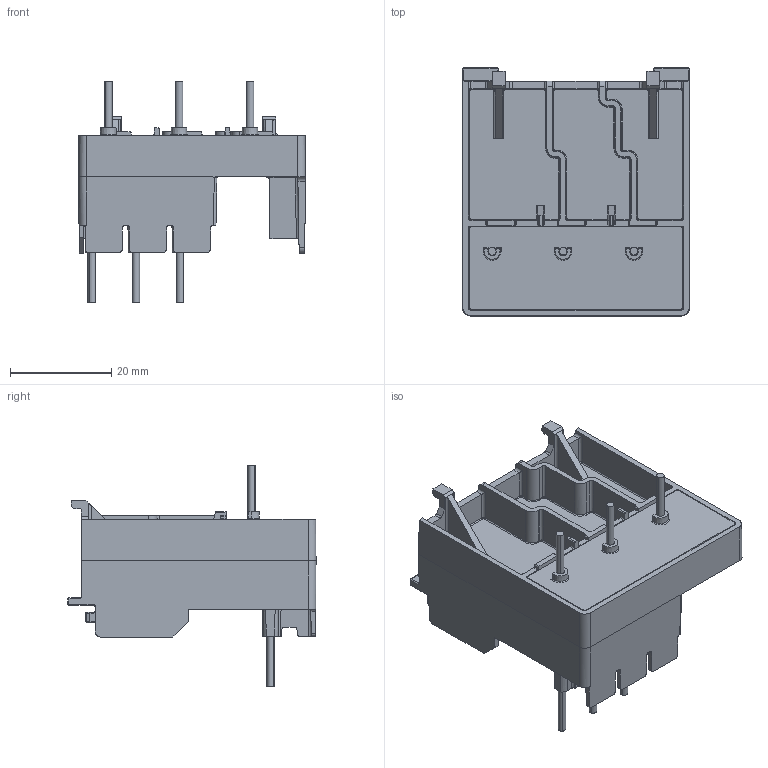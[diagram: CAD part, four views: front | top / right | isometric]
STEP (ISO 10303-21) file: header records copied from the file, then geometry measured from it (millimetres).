
FILE_DESCRIPTION(('FreeCAD Model'),'2;1');
FILE_NAME('3D-KT5-32-PEK12.step', '2020-05-04T10:17:18',('Author'),(''), 'Open CASCADE STEP processor 7.2','FreeCAD','Unknown');
FILE_SCHEMA(('AUTOMOTIVE_DESIGN { 1 0 10303 214 1 1 1 1 }'));
Length unit declared in the file: millimetre
Products named in the file (6): 10004578855_ASM; 10004578856; 10004578857; 10004578858; 10004578859; 10004578860
Assembly tree (5 placements, depth 2):
  10004578855_ASM
    10004578856
    10004578857
    10004578858
    10004578859
    10004578860
Bounding box: 44.8 x 49 x 43.8 mm (x, y, z)
Volume: 9444.1 mm3; surface area: 15881.2 mm2
Topology: 5 solids, 5 shells, 827 faces, 2063 edges, 1261 vertices
Faces by surface type: cylinder 287, plane 269, bspline 96, cone 94, torus 65, sphere 16
Entity records: 73810 total; most frequent: CARTESIAN_POINT 35034, DIRECTION 6363, ORIENTED_EDGE 4126, PCURVE 4126, DEFINITIONAL_REPRESENTATION 4126, LINE 3779, VECTOR 3779, EDGE_CURVE 2063
